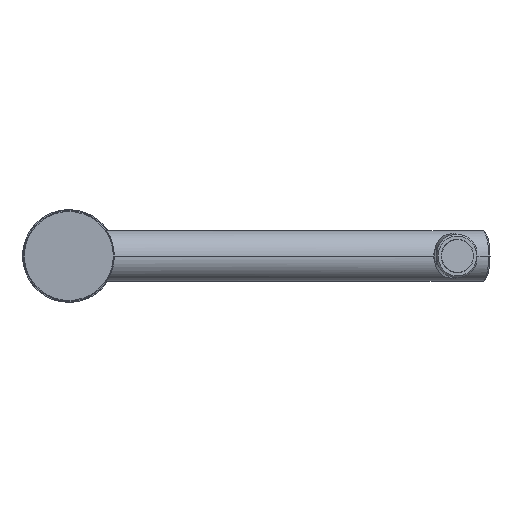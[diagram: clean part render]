
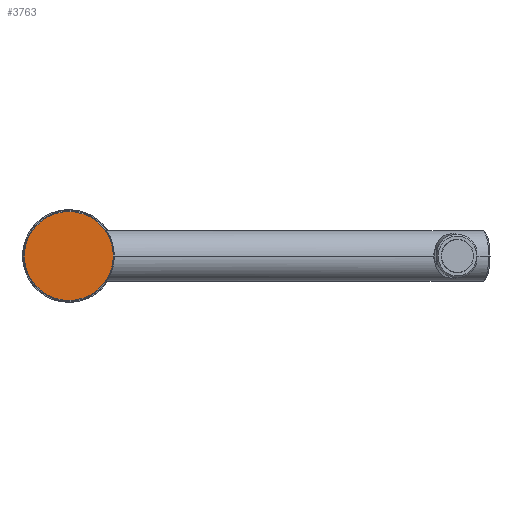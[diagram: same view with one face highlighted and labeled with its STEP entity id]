
A CAD part, front view. The second image highlights one B-rep face of the part: STEP entity #3763.
In plain terms, the highlighted planar face has unit normal (0, -1, 0).
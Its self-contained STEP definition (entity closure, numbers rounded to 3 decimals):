
#1=CARTESIAN_POINT('',(0.,0.,0.));
#2=DIRECTION('',(0.,1.,0.));
#3=DIRECTION('',(-1.,0.,0.));
#4=AXIS2_PLACEMENT_3D('',#1,#2,#3);
#6=CARTESIAN_POINT('',(0.,0.,0.));
#7=DIRECTION('',(0.,1.,0.));
#8=DIRECTION('',(1.,0.,0.));
#9=AXIS2_PLACEMENT_3D('',#6,#7,#8);
#3516=CARTESIAN_POINT('',(-24.5,0.,0.));
#3518=VERTEX_POINT('',#3516);
#3520=CARTESIAN_POINT('',(24.5,0.,0.));
#3522=VERTEX_POINT('',#3520);
#3752=CARTESIAN_POINT('',(0.,0.,0.));
#3753=DIRECTION('',(0.,1.,0.));
#3754=DIRECTION('',(1.,0.,0.));
#3755=AXIS2_PLACEMENT_3D('',#3752,#3753,#3754);
#3756=PLANE('',#3755);
#3758=ORIENTED_EDGE('',*,*,#3757,.T.);
#3760=ORIENTED_EDGE('',*,*,#3759,.T.);
#3761=EDGE_LOOP('',(#3758,#3760));
#3762=FACE_OUTER_BOUND('',#3761,.F.);
#3763=ADVANCED_FACE('',(#3762),#3756,.F.);
#5=CIRCLE('',#4,24.5);
#10=CIRCLE('',#9,24.5);
#3757=EDGE_CURVE('',#3518,#3522,#5,.T.);
#3759=EDGE_CURVE('',#3522,#3518,#10,.T.);
